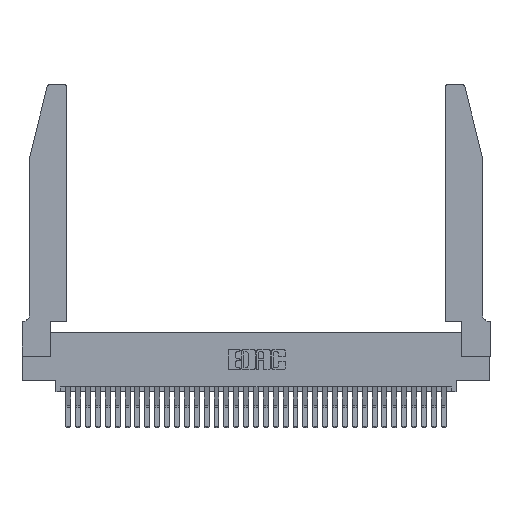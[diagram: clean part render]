
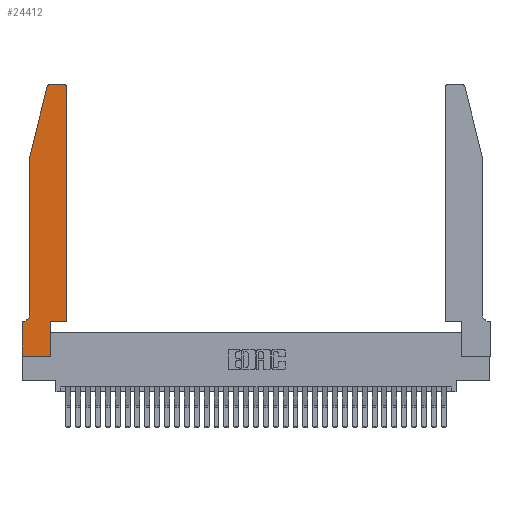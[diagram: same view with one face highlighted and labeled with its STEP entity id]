
A CAD part, top view. The second image highlights one B-rep face of the part: STEP entity #24412.
In plain terms, the highlighted planar face has unit normal (0, 0, 1).
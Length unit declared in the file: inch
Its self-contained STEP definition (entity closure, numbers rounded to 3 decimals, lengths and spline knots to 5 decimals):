
#300 = LINE ( 'NONE', #22975, #29095 ) ;
#409 = DIRECTION ( 'NONE',  ( 1., 0., 0. ) ) ;
#617 = CARTESIAN_POINT ( 'NONE',  ( 0., 0.35, 0.37 ) ) ;
#2301 = LINE ( 'NONE', #10820, #22880 ) ;
#2619 = LINE ( 'NONE', #27917, #16681 ) ;
#3154 = EDGE_CURVE ( 'NONE', #10284, #12064, #17525, .T. ) ;
#4164 = LINE ( 'NONE', #19454, #11712 ) ;
#4348 = CARTESIAN_POINT ( 'NONE',  ( 0.0755, 2., 0.37 ) ) ;
#4471 = CARTESIAN_POINT ( 'NONE',  ( 0.0755, 0.42, 0.37 ) ) ;
#4616 = VECTOR ( 'NONE', #30658, 39.37008 ) ;
#5484 = DIRECTION ( 'NONE',  ( 0., -1., 0. ) ) ;
#5641 = CARTESIAN_POINT ( 'NONE',  ( 0., 0., 0.37 ) ) ;
#5776 = LINE ( 'NONE', #24837, #27116 ) ;
#5947 = EDGE_CURVE ( 'NONE', #23635, #21941, #27747, .T. ) ;
#5981 = FACE_OUTER_BOUND ( 'NONE', #6925, .T. ) ;
#6365 = CARTESIAN_POINT ( 'NONE',  ( 0.4505, 2.72, 0.37 ) ) ;
#6468 = ORIENTED_EDGE ( 'NONE', *, *, #11831, .T. ) ;
#6642 = CARTESIAN_POINT ( 'NONE',  ( 0.284, 2.72, 0.37 ) ) ;
#6925 = EDGE_LOOP ( 'NONE', ( #10944, #26642, #7925, #12872, #32080, #25171, #6468, #7483, #7702, #34806, #15992, #9398 ) ) ;
#7483 = ORIENTED_EDGE ( 'NONE', *, *, #5947, .T. ) ;
#7702 = ORIENTED_EDGE ( 'NONE', *, *, #21365, .T. ) ;
#7925 = ORIENTED_EDGE ( 'NONE', *, *, #13707, .T. ) ;
#8447 = EDGE_CURVE ( 'NONE', #32016, #16409, #11757, .T. ) ;
#9146 = DIRECTION ( 'NONE',  ( 0., 1., 0. ) ) ;
#9398 = ORIENTED_EDGE ( 'NONE', *, *, #27231, .T. ) ;
#9491 = DIRECTION ( 'NONE',  ( 1., 0., 0. ) ) ;
#10089 = CARTESIAN_POINT ( 'NONE',  ( 0., 0., 0.37 ) ) ;
#10284 = VERTEX_POINT ( 'NONE', #33389 ) ;
#10820 = CARTESIAN_POINT ( 'NONE',  ( 0.0755, 2., 0.37 ) ) ;
#10936 = CARTESIAN_POINT ( 'NONE',  ( 0., 0., 0.37 ) ) ;
#10944 = ORIENTED_EDGE ( 'NONE', *, *, #22212, .T. ) ;
#11309 = AXIS2_PLACEMENT_3D ( 'NONE', #29485, #12944, #32273 ) ;
#11419 = VERTEX_POINT ( 'NONE', #6365 ) ;
#11654 = VERTEX_POINT ( 'NONE', #4471 ) ;
#11712 = VECTOR ( 'NONE', #5484, 39.37008 ) ;
#11757 = LINE ( 'NONE', #24495, #25625 ) ;
#11831 = EDGE_CURVE ( 'NONE', #12064, #23635, #24516, .T. ) ;
#12064 = VERTEX_POINT ( 'NONE', #617 ) ;
#12337 = EDGE_CURVE ( 'NONE', #11654, #10284, #15361, .T. ) ;
#12872 = ORIENTED_EDGE ( 'NONE', *, *, #32977, .T. ) ;
#12944 = DIRECTION ( 'NONE',  ( 0., 0., -1. ) ) ;
#13438 = DIRECTION ( 'NONE',  ( 0., 0., 1. ) ) ;
#13536 = VERTEX_POINT ( 'NONE', #4348 ) ;
#13594 = DIRECTION ( 'NONE',  ( -0.239, -0.971, 0. ) ) ;
#13707 = EDGE_CURVE ( 'NONE', #32472, #13536, #2301, .T. ) ;
#13846 = CIRCLE ( 'NONE', #27762, 0.03 ) ;
#15361 = CIRCLE ( 'NONE', #11309, 0.07 ) ;
#15992 = ORIENTED_EDGE ( 'NONE', *, *, #31583, .T. ) ;
#16409 = VERTEX_POINT ( 'NONE', #32943 ) ;
#16511 = CIRCLE ( 'NONE', #20125, 0.03 ) ;
#16681 = VECTOR ( 'NONE', #22487, 39.37008 ) ;
#16770 = CARTESIAN_POINT ( 'NONE',  ( 0.284, 2.75, 0.37 ) ) ;
#17243 = DIRECTION ( 'NONE',  ( 0., 0., 1. ) ) ;
#17525 = LINE ( 'NONE', #34353, #32184 ) ;
#17870 = DIRECTION ( 'NONE',  ( -1., 0., 0. ) ) ;
#19454 = CARTESIAN_POINT ( 'NONE',  ( 0.0755, 2., 0.37 ) ) ;
#19720 = VERTEX_POINT ( 'NONE', #30095 ) ;
#20125 = AXIS2_PLACEMENT_3D ( 'NONE', #6642, #26098, #9491 ) ;
#21365 = EDGE_CURVE ( 'NONE', #21941, #32016, #5776, .T. ) ;
#21941 = VERTEX_POINT ( 'NONE', #35233 ) ;
#22212 = EDGE_CURVE ( 'NONE', #19720, #35135, #2619, .T. ) ;
#22487 = DIRECTION ( 'NONE',  ( -1., 0., 0. ) ) ;
#22880 = VECTOR ( 'NONE', #13594, 39.37008 ) ;
#22975 = CARTESIAN_POINT ( 'NONE',  ( 0.4505, 0.35, 0.37 ) ) ;
#23635 = VERTEX_POINT ( 'NONE', #10089 ) ;
#24412 = ADVANCED_FACE ( 'NONE', ( #5981 ), #29980, .T. ) ;
#24495 = CARTESIAN_POINT ( 'NONE',  ( 0.4505, 0.35, 0.37 ) ) ;
#24516 = LINE ( 'NONE', #10936, #30958 ) ;
#24837 = CARTESIAN_POINT ( 'NONE',  ( 0.2865, 0.35, 0.37 ) ) ;
#25171 = ORIENTED_EDGE ( 'NONE', *, *, #3154, .T. ) ;
#25187 = AXIS2_PLACEMENT_3D ( 'NONE', #27234, #13438, #32772 ) ;
#25297 = EDGE_CURVE ( 'NONE', #35135, #32472, #16511, .T. ) ;
#25625 = VECTOR ( 'NONE', #27258, 39.37008 ) ;
#25631 = CARTESIAN_POINT ( 'NONE',  ( 0.25487, 2.72718, 0.37 ) ) ;
#26023 = CARTESIAN_POINT ( 'NONE',  ( 0.2865, 0.35, 0.37 ) ) ;
#26098 = DIRECTION ( 'NONE',  ( 0., 0., 1. ) ) ;
#26642 = ORIENTED_EDGE ( 'NONE', *, *, #25297, .T. ) ;
#27116 = VECTOR ( 'NONE', #27606, 39.37008 ) ;
#27231 = EDGE_CURVE ( 'NONE', #11419, #19720, #13846, .T. ) ;
#27234 = CARTESIAN_POINT ( 'NONE',  ( 0., 0.35, 0.37 ) ) ;
#27258 = DIRECTION ( 'NONE',  ( 1., 0., 0. ) ) ;
#27508 = DIRECTION ( 'NONE',  ( 0., -1., 0. ) ) ;
#27606 = DIRECTION ( 'NONE',  ( 0., 1., 0. ) ) ;
#27747 = LINE ( 'NONE', #5641, #4616 ) ;
#27762 = AXIS2_PLACEMENT_3D ( 'NONE', #33756, #17243, #409 ) ;
#27917 = CARTESIAN_POINT ( 'NONE',  ( 0.2605, 2.75, 0.37 ) ) ;
#29095 = VECTOR ( 'NONE', #9146, 39.37008 ) ;
#29485 = CARTESIAN_POINT ( 'NONE',  ( 0.0055, 0.42, 0.37 ) ) ;
#29980 = PLANE ( 'NONE',  #25187 ) ;
#30095 = CARTESIAN_POINT ( 'NONE',  ( 0.4205, 2.75, 0.37 ) ) ;
#30658 = DIRECTION ( 'NONE',  ( 1., 0., 0. ) ) ;
#30958 = VECTOR ( 'NONE', #27508, 39.37008 ) ;
#31583 = EDGE_CURVE ( 'NONE', #16409, #11419, #300, .T. ) ;
#32016 = VERTEX_POINT ( 'NONE', #26023 ) ;
#32080 = ORIENTED_EDGE ( 'NONE', *, *, #12337, .T. ) ;
#32184 = VECTOR ( 'NONE', #17870, 39.37008 ) ;
#32273 = DIRECTION ( 'NONE',  ( -1., 0., 0. ) ) ;
#32472 = VERTEX_POINT ( 'NONE', #25631 ) ;
#32772 = DIRECTION ( 'NONE',  ( 1., 0., 0. ) ) ;
#32943 = CARTESIAN_POINT ( 'NONE',  ( 0.4505, 0.35, 0.37 ) ) ;
#32977 = EDGE_CURVE ( 'NONE', #13536, #11654, #4164, .T. ) ;
#33389 = CARTESIAN_POINT ( 'NONE',  ( 0.0055, 0.35, 0.37 ) ) ;
#33756 = CARTESIAN_POINT ( 'NONE',  ( 0.4205, 2.72, 0.37 ) ) ;
#34353 = CARTESIAN_POINT ( 'NONE',  ( 0.0755, 0.35, 0.37 ) ) ;
#34806 = ORIENTED_EDGE ( 'NONE', *, *, #8447, .T. ) ;
#35135 = VERTEX_POINT ( 'NONE', #16770 ) ;
#35233 = CARTESIAN_POINT ( 'NONE',  ( 0.2865, 0., 0.37 ) ) ;
